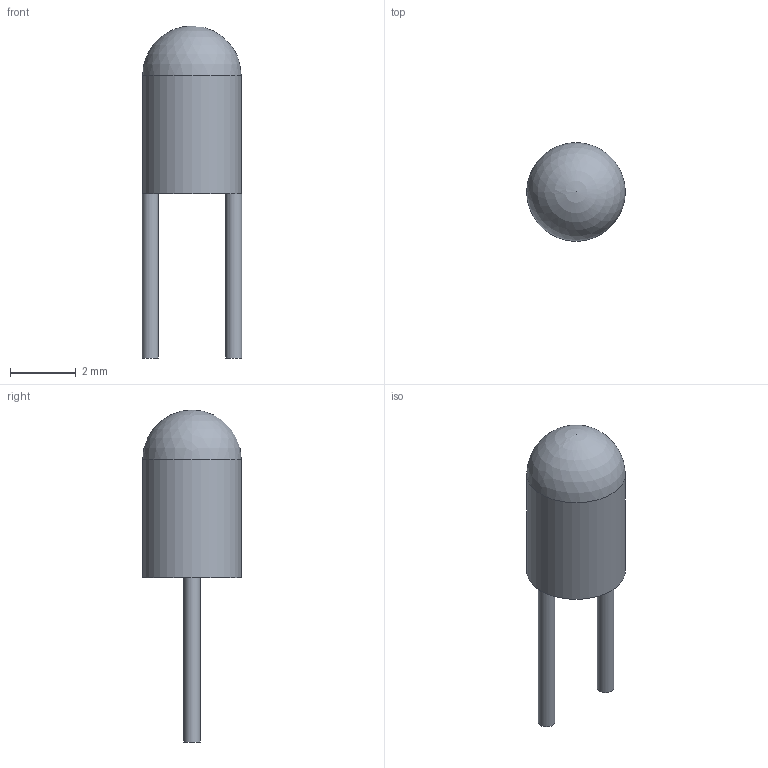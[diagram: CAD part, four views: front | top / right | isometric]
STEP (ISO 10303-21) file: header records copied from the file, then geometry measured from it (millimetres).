
FILE_DESCRIPTION(/* description */ (''),/* implementation_level */ '2;1');
FILE_NAME(/* name */ 'Line_Sensor（S in S 白色LED） v4.step',/* time_stamp */ '2022-09-04T15:52:38+09:00',/* author */ (''),/* organization */ (''),/* preprocessor_version */ 'ST-DEVELOPER v19',/* originating_system */ 'Autodesk Translation Framework v11.7.0.108',/* authorisation */ '');
FILE_SCHEMA (('AUTOMOTIVE_DESIGN { 1 0 10303 214 3 1 1 }'));
Length unit declared in the file: millimetre
Products named in the file (1): Line_Sensor（S in S 白色LED）
Bounding box: 3.04 x 3 x 10.1 mm (x, y, z)
Volume: 34.5 mm3; surface area: 71.6 mm2
Topology: 3 solids, 3 shells, 9 faces, 11 edges, 7 vertices
Faces by surface type: plane 5, cylinder 3, sphere 1
Full cylindrical faces by diameter (mm): 0.5 x2, 3 x1
Entity records: 224 total; most frequent: DIRECTION 37, CARTESIAN_POINT 27, ORIENTED_EDGE 20, AXIS2_PLACEMENT_3D 17, EDGE_CURVE 10, FACE_OUTER_BOUND 9, EDGE_LOOP 9, ADVANCED_FACE 9
